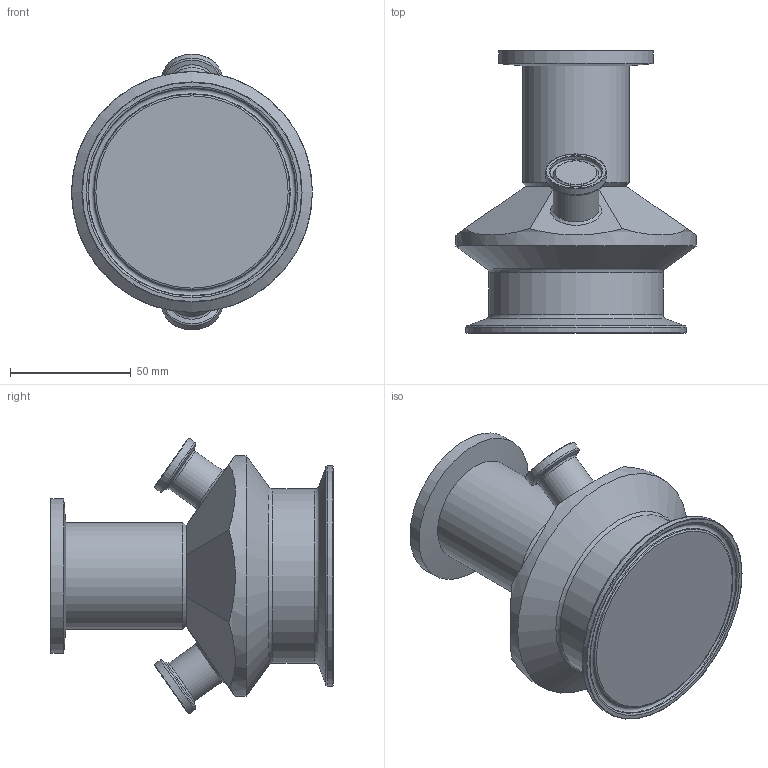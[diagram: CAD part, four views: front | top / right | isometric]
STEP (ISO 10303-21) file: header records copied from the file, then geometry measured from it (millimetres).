
FILE_DESCRIPTION(/* description */ (''),/* implementation_level */ '2;1');
FILE_NAME(/* name */ '860003.stp',/* time_stamp */ '2022-01-13T09:45:42+01:00',/* author */ ('rasmus'),/* organization */ (''),/* preprocessor_version */ 'ST-DEVELOPER v18.1',/* originating_system */ 'Autodesk Inventor 2022',/* authorisation */ '');
FILE_SCHEMA (('AUTOMOTIVE_DESIGN { 1 0 10303 214 3 1 1 }'));
Length unit declared in the file: millimetre
Products named in the file (1): 860003_Simplify_1
Bounding box: 99.5 x 116.7 x 114.03 mm (x, y, z)
Volume: 403822.6 mm3; surface area: 45105.7 mm2
Topology: 1 solids, 1 shells, 58 faces, 146 edges, 96 vertices
Faces by surface type: torus 19, plane 16, cone 12, cylinder 11
Full cylindrical faces by diameter (mm): 19 x2, 21.8 x2, 25 x2, 44 x1, 64 x1, 72 x1, 91 x1, 99.5 x1
Entity records: 1848 total; most frequent: DIRECTION 371, CARTESIAN_POINT 301, ORIENTED_EDGE 292, AXIS2_PLACEMENT_3D 166, EDGE_CURVE 146, CIRCLE 98, VERTEX_POINT 96, EDGE_LOOP 64
